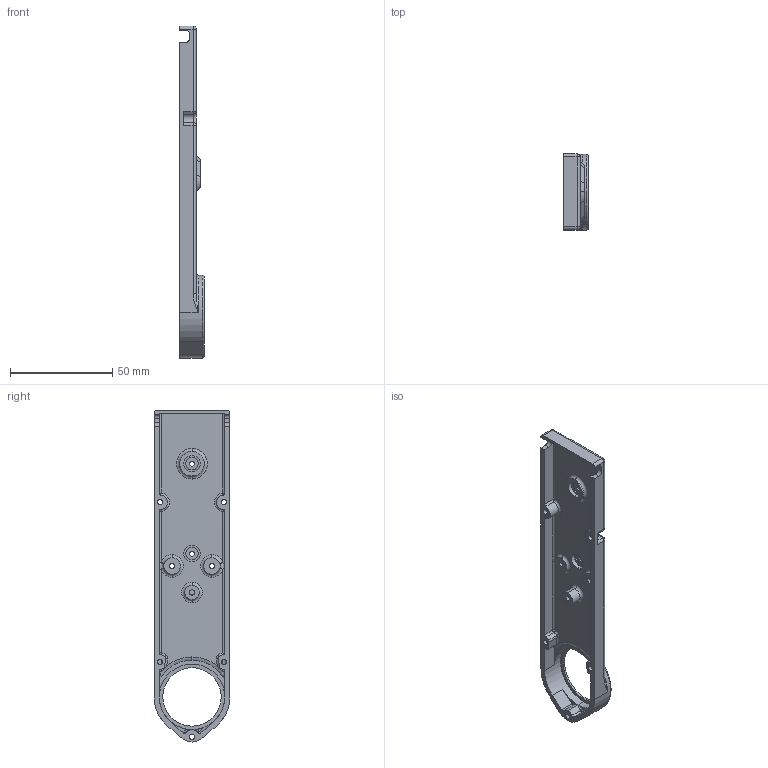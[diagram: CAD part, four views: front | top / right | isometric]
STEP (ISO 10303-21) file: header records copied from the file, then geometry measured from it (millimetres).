
FILE_DESCRIPTION (( 'STEP AP214' ), '1' );
FILE_NAME ('hip_aa_module_shell_cover.STEP', '2020-05-13T13:05:05', ( '' ), ( '' ), 'SwSTEP 2.0', 'SolidWorks 2017', '' );
FILE_SCHEMA (( 'AUTOMOTIVE_DESIGN' ));
Length unit declared in the file: millimetre
Products named in the file (1): hip_aa_module_shell_cover
Bounding box: 12 x 37 x 162 mm (x, y, z)
Volume: 15562.8 mm3; surface area: 17094.7 mm2
Topology: 1 solids, 1 shells, 196 faces, 501 edges, 307 vertices
Faces by surface type: cylinder 92, plane 52, torus 33, bspline 9, sphere 6, cone 4
Entity records: 6433 total; most frequent: CARTESIAN_POINT 1576, DIRECTION 1080, ORIENTED_EDGE 982, EDGE_CURVE 491, AXIS2_PLACEMENT_3D 439, VERTEX_POINT 307, CIRCLE 251, EDGE_LOOP 222
